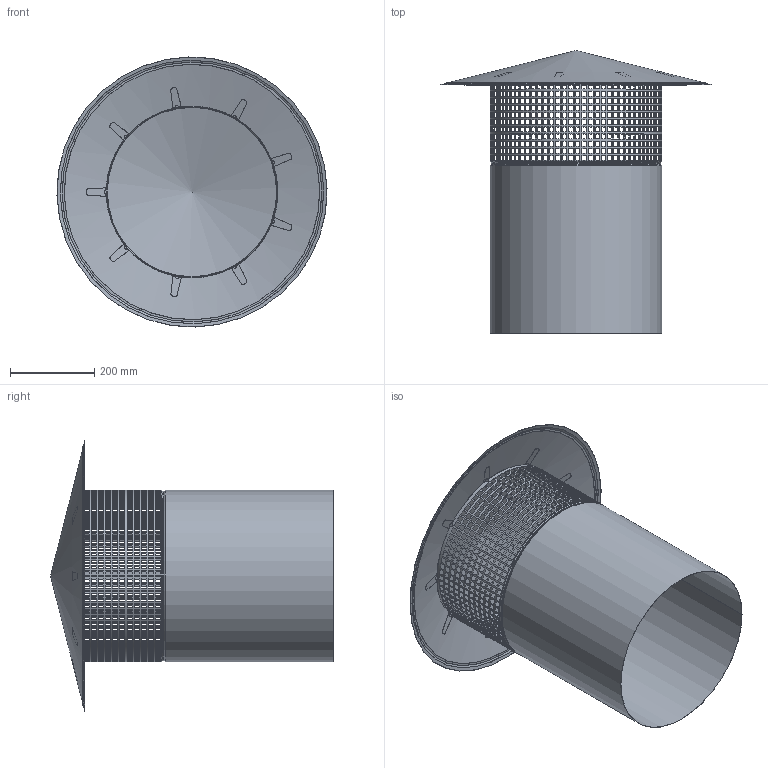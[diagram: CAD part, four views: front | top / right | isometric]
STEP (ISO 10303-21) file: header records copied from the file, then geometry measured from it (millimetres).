
FILE_DESCRIPTION(/* description */ ('Takhatt'),/* implementation_level */ '2;1');
FILE_NAME(/* name */ 'ND10009.stp',/* time_stamp */ '2016-11-28T12:23:10+01:00',/* author */ ('CAD'),/* organization */ (''),/* preprocessor_version */ 'ST-DEVELOPER v16.5',/* originating_system */ 'Autodesk Inventor 2017',/* authorisation */ '');
FILE_SCHEMA (('AUTOMOTIVE_DESIGN { 1 0 10303 214 3 1 1 }'));
Length unit declared in the file: millimetre
Products named in the file (3): HTHR-08; HTHR-AB-07; HTH-BB-04
Assembly tree (2 placements, depth 2):
  HTHR-08
    HTHR-AB-07
    HTH-BB-04
Bounding box: 642.64 x 672.8 x 642.64 mm (x, y, z)
Volume: 631495.2 mm3; surface area: 2026247.2 mm2
Topology: 2 solids, 2 shells, 4193 faces, 12407 edges, 8198 vertices
Faces by surface type: plane 3941, bspline 126, torus 44, cylinder 42, cone 40
Entity records: 151351 total; most frequent: CARTESIAN_POINT 27922, ORIENTED_EDGE 24792, DIRECTION 24496, EDGE_CURVE 12396, AXIS2_PLACEMENT_3D 8244, VERTEX_POINT 8196, LINE 8008, VECTOR 8008
